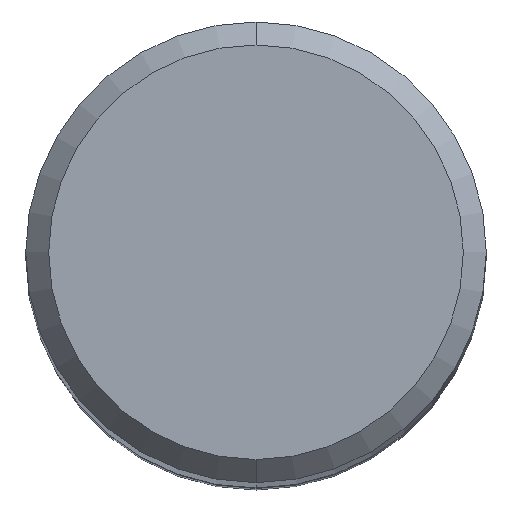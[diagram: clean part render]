
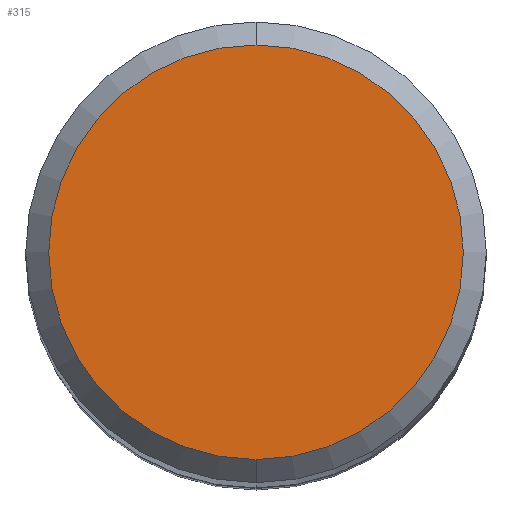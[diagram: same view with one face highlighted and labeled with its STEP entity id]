
A CAD part, top view. The second image highlights one B-rep face of the part: STEP entity #315.
In plain terms, the highlighted planar face has unit normal (0, 0, 1).
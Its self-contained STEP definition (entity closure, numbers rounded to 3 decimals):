
#175=EDGE_CURVE('',#233,#345,#411,.T.);
#179=EDGE_CURVE('',#345,#233,#415,.T.);
#233=VERTEX_POINT('',#473);
#315=ADVANCED_FACE('',(#568),#569,.T.);
#345=VERTEX_POINT('',#603);
#411=CIRCLE('',#675,3.6);
#415=CIRCLE('',#682,3.6);
#473=CARTESIAN_POINT('',(0.,-3.6,0.0));
#568=FACE_OUTER_BOUND('',#879,.T.);
#569=PLANE('',#880);
#603=CARTESIAN_POINT('',(0.0,3.6,0.0));
#675=AXIS2_PLACEMENT_3D('',#978,#979,#980);
#682=AXIS2_PLACEMENT_3D('',#982,#983,#984);
#879=EDGE_LOOP('',(#1183,#1184));
#880=AXIS2_PLACEMENT_3D('',#1185,#1186,#1187);
#978=CARTESIAN_POINT('',(0.0,0.0,0.0));
#979=DIRECTION('',(0.0,0.0,-1.0));
#980=DIRECTION('',(0.0,1.0,0.0));
#982=CARTESIAN_POINT('',(0.0,0.0,0.0));
#983=DIRECTION('',(0.0,0.0,-1.0));
#984=DIRECTION('',(0.0,1.0,0.0));
#1183=ORIENTED_EDGE('',*,*,#179,.F.);
#1184=ORIENTED_EDGE('',*,*,#175,.F.);
#1185=CARTESIAN_POINT('',(0.0,1.8,0.0));
#1186=DIRECTION('',(-0.0,0.0,1.0));
#1187=DIRECTION('',(0.0,-1.0,0.0));
